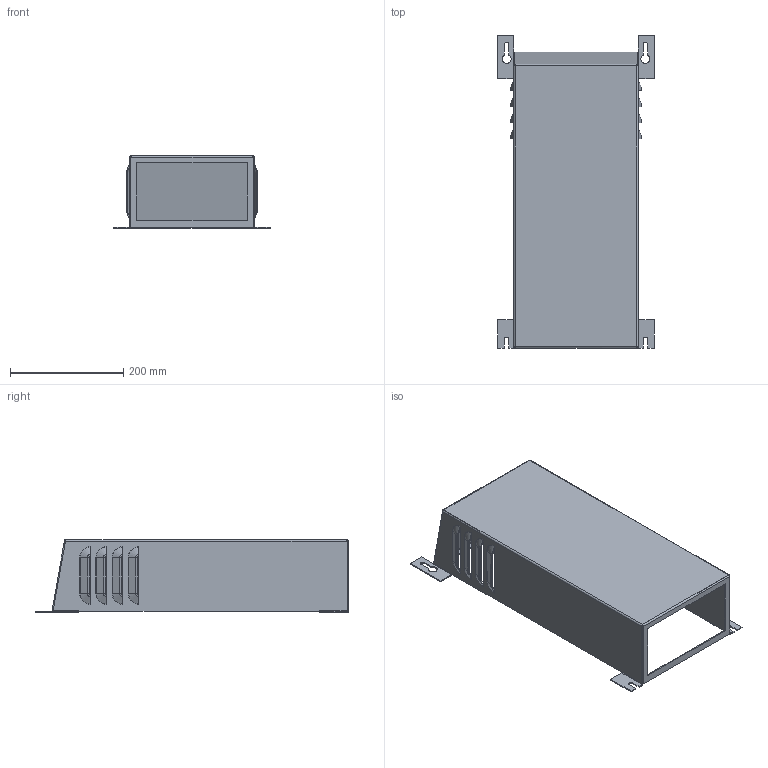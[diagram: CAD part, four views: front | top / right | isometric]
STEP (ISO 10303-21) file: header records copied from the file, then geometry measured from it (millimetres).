
FILE_DESCRIPTION(/* description */ ('WEATHER HOOD FOR 36" DRIVE ENCL.'),/* implementation_level */ '2;1');
FILE_NAME(/* name */ 'D36WHD.stp',/* time_stamp */ '2017-08-15T11:28:18-05:00',/* author */ ('mraetz'),/* organization */ (''),/* preprocessor_version */ 'ST-DEVELOPER v16.1',/* originating_system */ 'Autodesk Inventor 2016',/* authorisation */ '');
FILE_SCHEMA (('AUTOMOTIVE_DESIGN { 1 0 10303 214 3 1 1 }'));
Length unit declared in the file: inch
Products named in the file (1): D36WHD
Bounding box: 277.02 x 552.45 x 128.88 mm (x, y, z)
Volume: 528080.1 mm3; surface area: 571858.2 mm2
Topology: 1 solids, 1 shells, 311 faces, 770 edges, 461 vertices
Faces by surface type: plane 146, cylinder 56, bspline 45, cone 32, torus 32
Entity records: 9934 total; most frequent: CARTESIAN_POINT 2215, DIRECTION 1568, ORIENTED_EDGE 1540, EDGE_CURVE 770, AXIS2_PLACEMENT_3D 555, VERTEX_POINT 461, LINE 458, VECTOR 458
